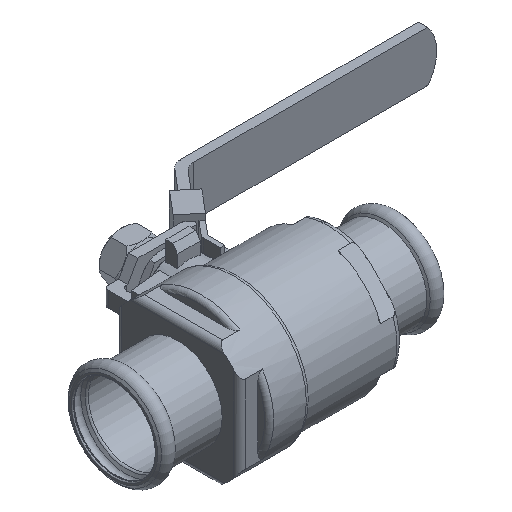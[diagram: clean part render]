
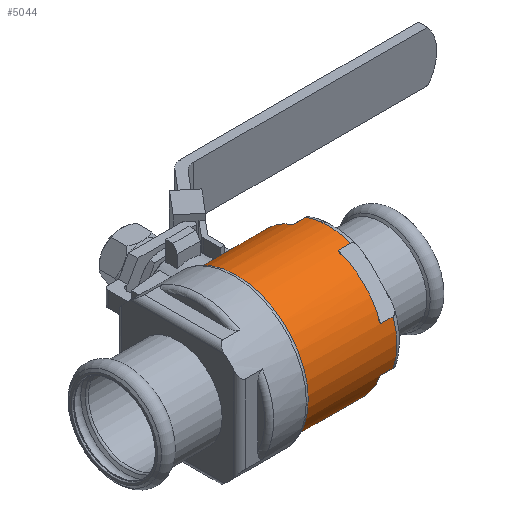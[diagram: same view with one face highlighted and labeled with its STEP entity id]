
A CAD part, isometric view. The second image highlights one B-rep face of the part: STEP entity #5044.
In plain terms, the highlighted cylindrical face has radius 29.8 mm (diameter 59.6 mm), a full revolution.
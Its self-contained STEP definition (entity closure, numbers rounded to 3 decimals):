
#81=CYLINDRICAL_SURFACE('',#5358,29.8);
#176=B_SPLINE_CURVE_WITH_KNOTS('',3,(#6970,#6971,#6972,#6973,#6974,#6975,
#6976,#6977,#6978,#6979,#6980,#6981,#6982,#6983,#6984,#6985,#6986,#6987,
#6988,#6989,#6990),.UNSPECIFIED.,.T.,.F.,(1,1,1,1,1,1,1,1,1,1,1,1,1,1,1,
1,1,1,1,1,1,1,1,1,1),(-0.01,-0.005,-0.002,
0.,0.005,0.01,0.015,0.02,
0.025,0.03,0.035,0.037,
0.04,0.044,0.049,0.054,
0.059,0.064,0.069,0.074,
0.077,0.079,0.084,0.089,
0.094),.UNSPECIFIED.);
#374=CIRCLE('',#5283,29.8);
#375=CIRCLE('',#5286,29.8);
#376=CIRCLE('',#5289,29.8);
#377=CIRCLE('',#5292,29.8);
#396=CIRCLE('',#5337,29.8);
#397=CIRCLE('',#5339,29.8);
#398=CIRCLE('',#5341,29.8);
#410=CIRCLE('',#5357,29.8);
#411=CIRCLE('',#5359,29.8);
#834=ORIENTED_EDGE('',*,*,#2343,.F.);
#835=ORIENTED_EDGE('',*,*,#2313,.T.);
#836=ORIENTED_EDGE('',*,*,#2238,.F.);
#837=ORIENTED_EDGE('',*,*,#2232,.F.);
#838=ORIENTED_EDGE('',*,*,#2237,.T.);
#839=ORIENTED_EDGE('',*,*,#2312,.T.);
#840=ORIENTED_EDGE('',*,*,#2245,.F.);
#841=ORIENTED_EDGE('',*,*,#2239,.F.);
#842=ORIENTED_EDGE('',*,*,#2244,.T.);
#843=ORIENTED_EDGE('',*,*,#2344,.T.);
#844=ORIENTED_EDGE('',*,*,#2252,.F.);
#845=ORIENTED_EDGE('',*,*,#2246,.F.);
#846=ORIENTED_EDGE('',*,*,#2251,.T.);
#847=ORIENTED_EDGE('',*,*,#2314,.T.);
#848=ORIENTED_EDGE('',*,*,#2231,.F.);
#849=ORIENTED_EDGE('',*,*,#2225,.F.);
#850=ORIENTED_EDGE('',*,*,#2230,.T.);
#851=ORIENTED_EDGE('',*,*,#2315,.F.);
#2225=EDGE_CURVE('',#3015,#3016,#374,.T.);
#2230=EDGE_CURVE('',#3015,#3020,#3575,.T.);
#2231=EDGE_CURVE('',#3016,#3017,#3576,.T.);
#2232=EDGE_CURVE('',#3021,#3022,#375,.T.);
#2237=EDGE_CURVE('',#3021,#3026,#3579,.T.);
#2238=EDGE_CURVE('',#3022,#3023,#3580,.T.);
#2239=EDGE_CURVE('',#3027,#3028,#376,.T.);
#2244=EDGE_CURVE('',#3027,#3032,#3583,.T.);
#2245=EDGE_CURVE('',#3028,#3029,#3584,.T.);
#2246=EDGE_CURVE('',#3033,#3034,#377,.T.);
#2251=EDGE_CURVE('',#3033,#3038,#3587,.T.);
#2252=EDGE_CURVE('',#3034,#3035,#3588,.T.);
#2312=EDGE_CURVE('',#3026,#3029,#396,.T.);
#2313=EDGE_CURVE('',#3020,#3023,#397,.T.);
#2314=EDGE_CURVE('',#3038,#3017,#398,.T.);
#2315=EDGE_CURVE('',#3077,#3077,#176,.T.);
#2343=EDGE_CURVE('',#3105,#3105,#410,.T.);
#2344=EDGE_CURVE('',#3032,#3035,#411,.T.);
#3015=VERTEX_POINT('',#6717);
#3016=VERTEX_POINT('',#6718);
#3017=VERTEX_POINT('',#6730);
#3020=VERTEX_POINT('',#6743);
#3021=VERTEX_POINT('',#6748);
#3022=VERTEX_POINT('',#6749);
#3023=VERTEX_POINT('',#6761);
#3026=VERTEX_POINT('',#6774);
#3027=VERTEX_POINT('',#6779);
#3028=VERTEX_POINT('',#6780);
#3029=VERTEX_POINT('',#6792);
#3032=VERTEX_POINT('',#6805);
#3033=VERTEX_POINT('',#6810);
#3034=VERTEX_POINT('',#6811);
#3035=VERTEX_POINT('',#6823);
#3038=VERTEX_POINT('',#6836);
#3077=VERTEX_POINT('',#6991);
#3105=VERTEX_POINT('',#7098);
#3575=LINE('',#6744,#3917);
#3576=LINE('',#6745,#3918);
#3579=LINE('',#6775,#3921);
#3580=LINE('',#6776,#3922);
#3583=LINE('',#6806,#3925);
#3584=LINE('',#6807,#3926);
#3587=LINE('',#6837,#3929);
#3588=LINE('',#6838,#3930);
#3917=VECTOR('',#5664,1000.);
#3918=VECTOR('',#5665,1000.);
#3921=VECTOR('',#5674,1000.);
#3922=VECTOR('',#5675,1000.);
#3925=VECTOR('',#5684,1000.);
#3926=VECTOR('',#5685,1000.);
#3929=VECTOR('',#5694,1000.);
#3930=VECTOR('',#5695,1000.);
#4297=EDGE_LOOP('',(#834));
#4298=EDGE_LOOP('',(#835,#836,#837,#838,#839,#840,#841,#842,#843,#844,#845,
#846,#847,#848,#849,#850));
#4299=EDGE_LOOP('',(#851));
#4619=FACE_BOUND('',#4297,.T.);
#4620=FACE_BOUND('',#4298,.T.);
#4621=FACE_BOUND('',#4299,.T.);
#5044=ADVANCED_FACE('',(#4619,#4620,#4621),#81,.T.);
#5283=AXIS2_PLACEMENT_3D('',#6716,#5658,#5659);
#5286=AXIS2_PLACEMENT_3D('',#6747,#5668,#5669);
#5289=AXIS2_PLACEMENT_3D('',#6778,#5678,#5679);
#5292=AXIS2_PLACEMENT_3D('',#6809,#5688,#5689);
#5337=AXIS2_PLACEMENT_3D('',#6964,#5822,#5823);
#5339=AXIS2_PLACEMENT_3D('',#6966,#5826,#5827);
#5341=AXIS2_PLACEMENT_3D('',#6968,#5830,#5831);
#5357=AXIS2_PLACEMENT_3D('',#7097,#5870,#5871);
#5358=AXIS2_PLACEMENT_3D('',#7099,#5872,#5873);
#5359=AXIS2_PLACEMENT_3D('',#7100,#5874,#5875);
#5658=DIRECTION('',(1.,0.,0.));
#5659=DIRECTION('',(0.,0.,-1.));
#5664=DIRECTION('',(1.,0.,0.));
#5665=DIRECTION('',(1.,0.,0.));
#5668=DIRECTION('',(1.,0.,0.));
#5669=DIRECTION('',(0.,0.,-1.));
#5674=DIRECTION('',(1.,0.,0.));
#5675=DIRECTION('',(1.,0.,0.));
#5678=DIRECTION('',(1.,0.,0.));
#5679=DIRECTION('',(0.,0.,-1.));
#5684=DIRECTION('',(1.,0.,0.));
#5685=DIRECTION('',(1.,0.,0.));
#5688=DIRECTION('',(1.,0.,0.));
#5689=DIRECTION('',(0.,0.,-1.));
#5694=DIRECTION('',(1.,0.,0.));
#5695=DIRECTION('',(1.,0.,0.));
#5822=DIRECTION('',(-1.,0.,0.));
#5823=DIRECTION('',(0.,0.,1.));
#5826=DIRECTION('',(-1.,0.,0.));
#5827=DIRECTION('',(0.,0.,1.));
#5830=DIRECTION('',(-1.,0.,0.));
#5831=DIRECTION('',(0.,0.,1.));
#5870=DIRECTION('',(-1.,0.,0.));
#5871=DIRECTION('',(0.,0.,1.));
#5872=DIRECTION('',(-1.,0.,0.));
#5873=DIRECTION('',(0.,0.,1.));
#5874=DIRECTION('',(-1.,0.,0.));
#5875=DIRECTION('',(0.,0.,1.));
#6716=CARTESIAN_POINT('',(20.2,0.,0.));
#6717=CARTESIAN_POINT('',(20.2,9.736,-28.165));
#6718=CARTESIAN_POINT('',(20.2,28.165,-9.736));
#6730=CARTESIAN_POINT('',(25.7,28.165,-9.736));
#6743=CARTESIAN_POINT('',(25.7,9.736,-28.165));
#6744=CARTESIAN_POINT('',(20.2,9.736,-28.165));
#6745=CARTESIAN_POINT('',(20.2,28.165,-9.736));
#6747=CARTESIAN_POINT('',(20.2,0.,0.));
#6748=CARTESIAN_POINT('',(20.2,-28.165,-9.736));
#6749=CARTESIAN_POINT('',(20.2,-9.736,-28.165));
#6761=CARTESIAN_POINT('',(25.7,-9.736,-28.165));
#6774=CARTESIAN_POINT('',(25.7,-28.165,-9.736));
#6775=CARTESIAN_POINT('',(20.2,-28.165,-9.736));
#6776=CARTESIAN_POINT('',(20.2,-9.736,-28.165));
#6778=CARTESIAN_POINT('',(20.2,0.,0.));
#6779=CARTESIAN_POINT('',(20.2,-9.736,28.165));
#6780=CARTESIAN_POINT('',(20.2,-28.165,9.736));
#6792=CARTESIAN_POINT('',(25.7,-28.165,9.736));
#6805=CARTESIAN_POINT('',(25.7,-9.736,28.165));
#6806=CARTESIAN_POINT('',(20.2,-9.736,28.165));
#6807=CARTESIAN_POINT('',(20.2,-28.165,9.736));
#6809=CARTESIAN_POINT('',(20.2,0.,0.));
#6810=CARTESIAN_POINT('',(20.2,28.165,9.736));
#6811=CARTESIAN_POINT('',(20.2,9.736,28.165));
#6823=CARTESIAN_POINT('',(25.7,9.736,28.165));
#6836=CARTESIAN_POINT('',(25.7,28.165,9.736));
#6837=CARTESIAN_POINT('',(20.2,28.165,9.736));
#6838=CARTESIAN_POINT('',(20.2,9.736,28.165));
#6964=CARTESIAN_POINT('',(25.7,0.,0.));
#6966=CARTESIAN_POINT('',(25.7,0.,0.));
#6968=CARTESIAN_POINT('',(25.7,0.,0.));
#6970=CARTESIAN_POINT('',(-2.508,27.131,12.33));
#6971=CARTESIAN_POINT('',(0.843,26.971,12.669));
#6972=CARTESIAN_POINT('',(4.956,27.377,11.826));
#6973=CARTESIAN_POINT('',(9.058,28.466,9.066));
#6974=CARTESIAN_POINT('',(11.821,29.507,4.97));
#6975=CARTESIAN_POINT('',(12.836,29.945,0.024));
#6976=CARTESIAN_POINT('',(11.834,29.512,-4.95));
#6977=CARTESIAN_POINT('',(9.064,28.467,-9.061));
#6978=CARTESIAN_POINT('',(5.646,27.563,-11.36));
#6979=CARTESIAN_POINT('',(2.513,27.132,-12.329));
#6980=CARTESIAN_POINT('',(-0.836,26.971,-12.67));
#6981=CARTESIAN_POINT('',(-4.952,27.376,-11.828));
#6982=CARTESIAN_POINT('',(-9.055,28.465,-9.068));
#6983=CARTESIAN_POINT('',(-11.821,29.506,-4.972));
#6984=CARTESIAN_POINT('',(-12.836,29.945,-0.024));
#6985=CARTESIAN_POINT('',(-11.833,29.512,4.951));
#6986=CARTESIAN_POINT('',(-9.062,28.466,9.064));
#6987=CARTESIAN_POINT('',(-5.642,27.562,11.362));
#6988=CARTESIAN_POINT('',(-2.508,27.131,12.33));
#6989=CARTESIAN_POINT('',(0.843,26.971,12.669));
#6990=CARTESIAN_POINT('',(4.956,27.377,11.826));
#6991=CARTESIAN_POINT('',(0.,27.052,12.5));
#7097=CARTESIAN_POINT('',(-13.7,0.,0.));
#7098=CARTESIAN_POINT('',(-13.7,0.,29.8));
#7099=CARTESIAN_POINT('',(-29.589,0.,0.));
#7100=CARTESIAN_POINT('',(25.7,0.,0.));
